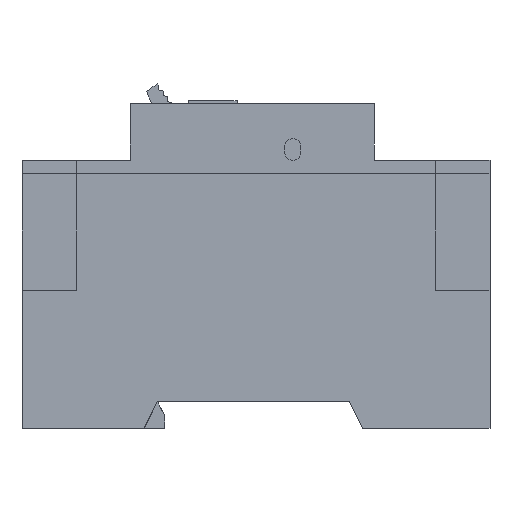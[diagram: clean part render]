
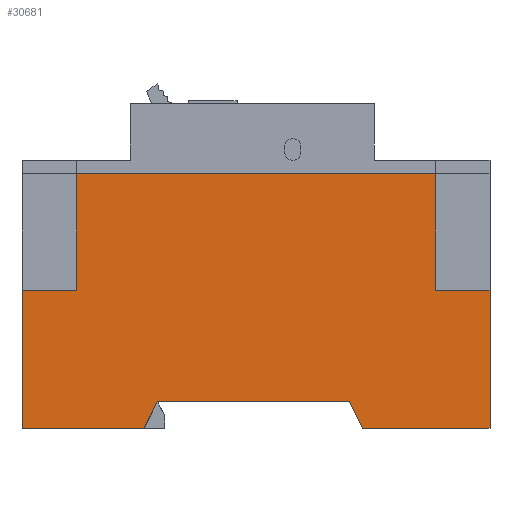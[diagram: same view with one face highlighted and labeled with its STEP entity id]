
A CAD part, left-side view. The second image highlights one B-rep face of the part: STEP entity #30681.
In plain terms, the highlighted planar face has unit normal (-1, 0, 0).
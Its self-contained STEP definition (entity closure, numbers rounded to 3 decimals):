
#14620=DIRECTION('',(0.,0.,1.));
#14621=VECTOR('',#14620,25.5);
#14622=CARTESIAN_POINT('',(-27.,43.2,0.046));
#14623=LINE('',#14622,#14621);
#17981=DIRECTION('',(0.,-1.,0.));
#17982=VECTOR('',#17981,10.);
#17983=CARTESIAN_POINT('',(-27.,43.2,25.546));
#17984=LINE('',#17983,#17982);
#18037=DIRECTION('',(0.,0.,-1.));
#18038=VECTOR('',#18037,21.5);
#18039=CARTESIAN_POINT('',(-27.,33.2,
47.046));
#18040=LINE('',#18039,#18038);
#18114=DIRECTION('',(0.,-0.447,-0.894));
#18115=VECTOR('',#18114,5.59);
#18116=CARTESIAN_POINT('',(-27.,-17.2,5.046));
#18117=LINE('',#18116,#18115);
#18121=DIRECTION('',(0.,-0.563,-0.827));
#18122=VECTOR('',#18121,0.048);
#18123=CARTESIAN_POINT('',(-27.,18.18,
5.085));
#18124=LINE('',#18123,#18122);
#18128=DIRECTION('',(0.,-0.447,0.894));
#18129=VECTOR('',#18128,0.045);
#18130=CARTESIAN_POINT('',(-27.,18.2,5.046));
#18131=LINE('',#18130,#18129);
#18135=DIRECTION('',(0.,-0.447,0.894));
#18136=VECTOR('',#18135,5.59);
#18137=CARTESIAN_POINT('',(-27.,20.7,0.046));
#18138=LINE('',#18137,#18136);
#18142=DIRECTION('',(0.,1.,0.));
#18143=VECTOR('',#18142,66.4);
#18144=CARTESIAN_POINT('',(-27.,-33.2,
47.046));
#18145=LINE('',#18144,#18143);
#18177=DIRECTION('',(0.,0.,1.));
#18178=VECTOR('',#18177,21.5);
#18179=CARTESIAN_POINT('',(-27.,-33.2,
25.546));
#18180=LINE('',#18179,#18178);
#18296=DIRECTION('',(0.,0.,-1.));
#18297=VECTOR('',#18296,25.5);
#18298=CARTESIAN_POINT('',(-27.,-43.2,25.546));
#18299=LINE('',#18298,#18297);
#18787=DIRECTION('',(0.,1.,0.));
#18788=VECTOR('',#18787,22.5);
#18789=CARTESIAN_POINT('',(-27.,20.7,0.046));
#18790=LINE('',#18789,#18788);
#18992=DIRECTION('',(0.,1.,0.));
#18993=VECTOR('',#18992,35.353);
#18994=CARTESIAN_POINT('',(-27.,-17.2,5.046));
#18995=LINE('',#18994,#18993);
#19188=DIRECTION('',(0.,1.,0.));
#19189=VECTOR('',#19188,23.5);
#19190=CARTESIAN_POINT('',(-27.,-43.2,0.046));
#19191=LINE('',#19190,#19189);
#20727=DIRECTION('',(0.,-1.,0.));
#20728=VECTOR('',#20727,10.);
#20729=CARTESIAN_POINT('',(-27.,-33.2,
25.546));
#20730=LINE('',#20729,#20728);
#21827=CARTESIAN_POINT('',(-27.,-17.2,5.046));
#21828=CARTESIAN_POINT('',(-27.,-19.7,0.046));
#21829=VERTEX_POINT('',#21827);
#21830=VERTEX_POINT('',#21828);
#21835=CARTESIAN_POINT('',(-27.,-43.2,0.046));
#21836=VERTEX_POINT('',#21835);
#21837=CARTESIAN_POINT('',(-27.,-43.2,25.546));
#21838=VERTEX_POINT('',#21837);
#21839=CARTESIAN_POINT('',(-27.,43.2,0.046));
#21841=VERTEX_POINT('',#21839);
#21845=CARTESIAN_POINT('',(-27.,20.7,0.046));
#21846=VERTEX_POINT('',#21845);
#21861=CARTESIAN_POINT('',(-27.,18.153,
5.046));
#21862=VERTEX_POINT('',#21861);
#21863=CARTESIAN_POINT('',(-27.,18.18,
5.085));
#21864=VERTEX_POINT('',#21863);
#21865=CARTESIAN_POINT('',(-27.,18.2,5.046));
#21866=VERTEX_POINT('',#21865);
#21890=CARTESIAN_POINT('',(-27.,43.2,25.546));
#21892=VERTEX_POINT('',#21890);
#21893=CARTESIAN_POINT('',(-27.,33.2,
25.546));
#21894=VERTEX_POINT('',#21893);
#21963=CARTESIAN_POINT('',(-27.,-33.2,
25.546));
#21964=VERTEX_POINT('',#21963);
#23174=CARTESIAN_POINT('',(-27.,-33.2,
47.046));
#23175=CARTESIAN_POINT('',(-27.,33.2,
47.046));
#23176=VERTEX_POINT('',#23174);
#23177=VERTEX_POINT('',#23175);
#30649=CARTESIAN_POINT('',(-27.,-43.2,60.046));
#30650=DIRECTION('',(-1.,0.,0.));
#30651=DIRECTION('',(0.,1.,0.));
#30652=AXIS2_PLACEMENT_3D('',#30649,#30650,#30651);
#30653=PLANE('',#30652);
#30655=ORIENTED_EDGE('',*,*,#30654,.F.);
#30657=ORIENTED_EDGE('',*,*,#30656,.T.);
#30659=ORIENTED_EDGE('',*,*,#30658,.T.);
#30661=ORIENTED_EDGE('',*,*,#30660,.T.);
#30663=ORIENTED_EDGE('',*,*,#30662,.F.);
#30665=ORIENTED_EDGE('',*,*,#30664,.T.);
#30667=ORIENTED_EDGE('',*,*,#30666,.F.);
#30669=ORIENTED_EDGE('',*,*,#30668,.F.);
#30671=ORIENTED_EDGE('',*,*,#30670,.F.);
#30673=ORIENTED_EDGE('',*,*,#30672,.T.);
#30674=ORIENTED_EDGE('',*,*,#23338,.T.);
#30675=ORIENTED_EDGE('',*,*,#30496,.T.);
#30676=ORIENTED_EDGE('',*,*,#30518,.F.);
#30678=ORIENTED_EDGE('',*,*,#30677,.F.);
#30679=EDGE_LOOP('',(#30655,#30657,#30659,#30661,#30663,#30665,#30667,#30669,
#30671,#30673,#30674,#30675,#30676,#30678));
#30680=FACE_OUTER_BOUND('',#30679,.F.);
#23338=EDGE_CURVE('',#21841,#21892,#14623,.T.);
#30496=EDGE_CURVE('',#21892,#21894,#17984,.T.);
#30518=EDGE_CURVE('',#23177,#21894,#18040,.T.);
#30654=EDGE_CURVE('',#21964,#23176,#18180,.T.);
#30656=EDGE_CURVE('',#21964,#21838,#20730,.T.);
#30658=EDGE_CURVE('',#21838,#21836,#18299,.T.);
#30660=EDGE_CURVE('',#21836,#21830,#19191,.T.);
#30662=EDGE_CURVE('',#21829,#21830,#18117,.T.);
#30664=EDGE_CURVE('',#21829,#21862,#18995,.T.);
#30666=EDGE_CURVE('',#21864,#21862,#18124,.T.);
#30668=EDGE_CURVE('',#21866,#21864,#18131,.T.);
#30670=EDGE_CURVE('',#21846,#21866,#18138,.T.);
#30672=EDGE_CURVE('',#21846,#21841,#18790,.T.);
#30677=EDGE_CURVE('',#23176,#23177,#18145,.T.);
#30681=ADVANCED_FACE('',(#30680),#30653,.T.);
